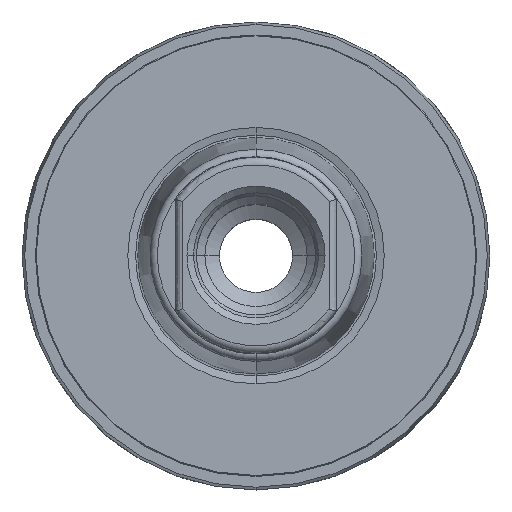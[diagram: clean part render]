
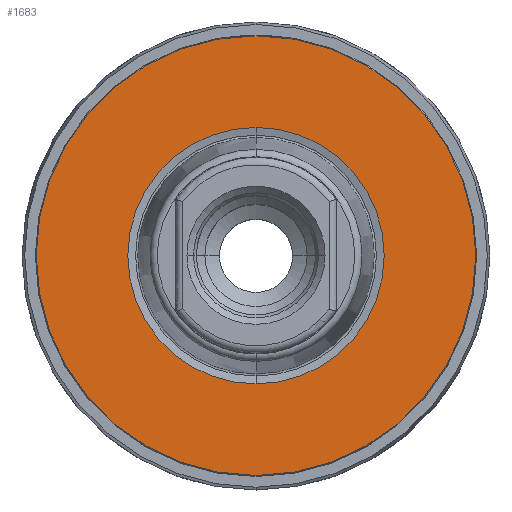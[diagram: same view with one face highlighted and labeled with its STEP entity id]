
A CAD part, top view. The second image highlights one B-rep face of the part: STEP entity #1683.
In plain terms, the highlighted planar face has unit normal (0, 0, 1).
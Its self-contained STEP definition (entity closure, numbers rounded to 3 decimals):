
#510=CARTESIAN_POINT('',(0.,0.,0.));
#511=DIRECTION('',(0.,0.,-1.));
#512=DIRECTION('',(0.,-1.,0.));
#513=AXIS2_PLACEMENT_3D('',#510,#511,#512);
#532=CARTESIAN_POINT('',(0.,0.,0.));
#533=DIRECTION('',(0.,0.,1.));
#534=DIRECTION('',(0.,-1.,0.));
#535=AXIS2_PLACEMENT_3D('',#532,#533,#534);
#540=CARTESIAN_POINT('',(0.,0.,0.));
#541=DIRECTION('',(0.,0.,-1.));
#542=DIRECTION('',(0.,1.,0.));
#543=AXIS2_PLACEMENT_3D('',#540,#541,#542);
#548=CARTESIAN_POINT('',(0.,0.,0.));
#549=DIRECTION('',(0.,0.,-1.));
#550=DIRECTION('',(0.,-1.,0.));
#551=AXIS2_PLACEMENT_3D('',#548,#549,#550);
#1029=CARTESIAN_POINT('',(0.,-8.776,0.));
#1031=VERTEX_POINT('',#1029);
#1039=CARTESIAN_POINT('',(0.,8.776,0.));
#1041=VERTEX_POINT('',#1039);
#1131=CARTESIAN_POINT('',(0.,15.042,0.));
#1132=VERTEX_POINT('',#1131);
#1133=CARTESIAN_POINT('',(0.,-15.042,0.));
#1134=VERTEX_POINT('',#1133);
#1668=CARTESIAN_POINT('',(0.,0.,0.));
#1669=DIRECTION('',(0.,0.,-1.));
#1670=DIRECTION('',(0.,1.,0.));
#1671=AXIS2_PLACEMENT_3D('',#1668,#1669,#1670);
#1672=PLANE('',#1671);
#1674=ORIENTED_EDGE('',*,*,#1673,.T.);
#1676=ORIENTED_EDGE('',*,*,#1675,.T.);
#1677=EDGE_LOOP('',(#1674,#1676));
#1678=FACE_OUTER_BOUND('',#1677,.F.);
#1679=ORIENTED_EDGE('',*,*,#1647,.F.);
#1680=ORIENTED_EDGE('',*,*,#1663,.T.);
#1681=EDGE_LOOP('',(#1679,#1680));
#1682=FACE_BOUND('',#1681,.F.);
#514=CIRCLE('',#513,8.776);
#536=CIRCLE('',#535,8.776);
#544=CIRCLE('',#543,15.042);
#552=CIRCLE('',#551,15.042);
#1647=EDGE_CURVE('',#1031,#1041,#514,.T.);
#1663=EDGE_CURVE('',#1031,#1041,#536,.T.);
#1673=EDGE_CURVE('',#1132,#1134,#544,.T.);
#1675=EDGE_CURVE('',#1134,#1132,#552,.T.);
#1683=ADVANCED_FACE('',(#1678,#1682),#1672,.F.);
